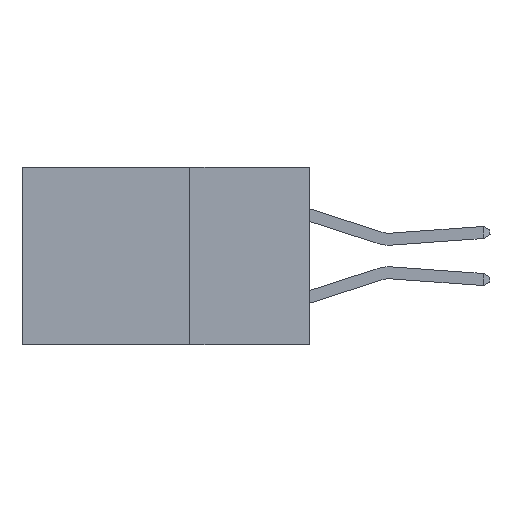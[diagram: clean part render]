
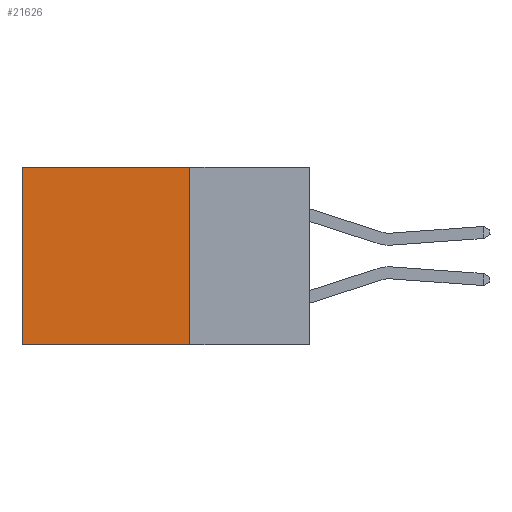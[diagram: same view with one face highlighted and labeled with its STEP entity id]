
A CAD part, left-side view. The second image highlights one B-rep face of the part: STEP entity #21626.
In plain terms, the highlighted planar face has unit normal (-1, 0, 0).
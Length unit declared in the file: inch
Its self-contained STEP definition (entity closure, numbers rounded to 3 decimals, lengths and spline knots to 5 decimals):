
#1 = EDGE_LOOP ( 'NONE', ( #23221, #10477, #982, #25408 ) ) ;
#874 = CARTESIAN_POINT ( 'NONE',  ( 0.298, 0.25, 0. ) ) ;
#982 = ORIENTED_EDGE ( 'NONE', *, *, #16528, .F. ) ;
#1304 = PLANE ( 'NONE',  #17133 ) ;
#1807 = FACE_OUTER_BOUND ( 'NONE', #1, .T. ) ;
#1825 = CARTESIAN_POINT ( 'NONE',  ( 0.298, 0.25, -0.37 ) ) ;
#3144 = DIRECTION ( 'NONE',  ( 0., 0., -1. ) ) ;
#3757 = EDGE_CURVE ( 'NONE', #8622, #7241, #5333, .T. ) ;
#3809 = VECTOR ( 'NONE', #6712, 39.37008 ) ;
#5333 = LINE ( 'NONE', #1825, #3809 ) ;
#5543 = LINE ( 'NONE', #17919, #13122 ) ;
#6221 = DIRECTION ( 'NONE',  ( 0., 0., -1. ) ) ;
#6712 = DIRECTION ( 'NONE',  ( 0., 1., 0. ) ) ;
#7241 = VERTEX_POINT ( 'NONE', #10906 ) ;
#8316 = CARTESIAN_POINT ( 'NONE',  ( 0.298, 0.25, 0. ) ) ;
#8622 = VERTEX_POINT ( 'NONE', #27708 ) ;
#10274 = VECTOR ( 'NONE', #29850, 39.37008 ) ;
#10477 = ORIENTED_EDGE ( 'NONE', *, *, #3757, .F. ) ;
#10906 = CARTESIAN_POINT ( 'NONE',  ( 0.298, 0.6, -0.37 ) ) ;
#12052 = DIRECTION ( 'NONE',  ( 0., 0., -1. ) ) ;
#12447 = CARTESIAN_POINT ( 'NONE',  ( 0.298, 0.6, 0. ) ) ;
#13122 = VECTOR ( 'NONE', #3144, 39.37008 ) ;
#13249 = VECTOR ( 'NONE', #12052, 39.37008 ) ;
#13517 = EDGE_CURVE ( 'NONE', #28587, #15949, #23579, .T. ) ;
#15949 = VERTEX_POINT ( 'NONE', #12447 ) ;
#16528 = EDGE_CURVE ( 'NONE', #28587, #8622, #5543, .T. ) ;
#17133 = AXIS2_PLACEMENT_3D ( 'NONE', #8316, #30345, #6221 ) ;
#17919 = CARTESIAN_POINT ( 'NONE',  ( 0.298, 0.25, 0. ) ) ;
#21626 = ADVANCED_FACE ( 'NONE', ( #1807 ), #1304, .F. ) ;
#23221 = ORIENTED_EDGE ( 'NONE', *, *, #24857, .T. ) ;
#23579 = LINE ( 'NONE', #29335, #10274 ) ;
#24857 = EDGE_CURVE ( 'NONE', #15949, #7241, #29933, .T. ) ;
#25408 = ORIENTED_EDGE ( 'NONE', *, *, #13517, .T. ) ;
#27708 = CARTESIAN_POINT ( 'NONE',  ( 0.298, 0.25, -0.37 ) ) ;
#28587 = VERTEX_POINT ( 'NONE', #874 ) ;
#29335 = CARTESIAN_POINT ( 'NONE',  ( 0.298, 0.25, 0. ) ) ;
#29850 = DIRECTION ( 'NONE',  ( 0., 1., 0. ) ) ;
#29933 = LINE ( 'NONE', #31328, #13249 ) ;
#30345 = DIRECTION ( 'NONE',  ( 1., 0., 0. ) ) ;
#31328 = CARTESIAN_POINT ( 'NONE',  ( 0.298, 0.6, 0. ) ) ;
